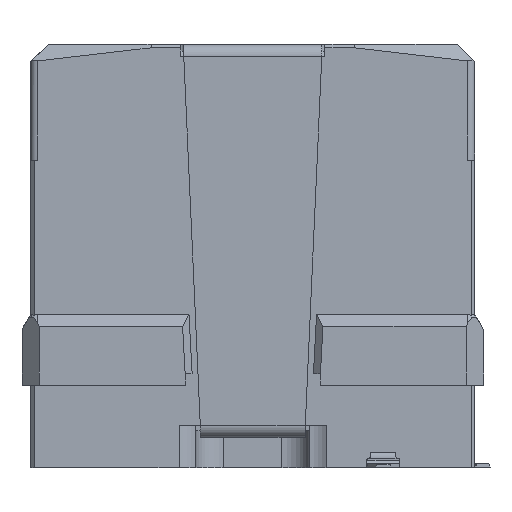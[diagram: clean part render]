
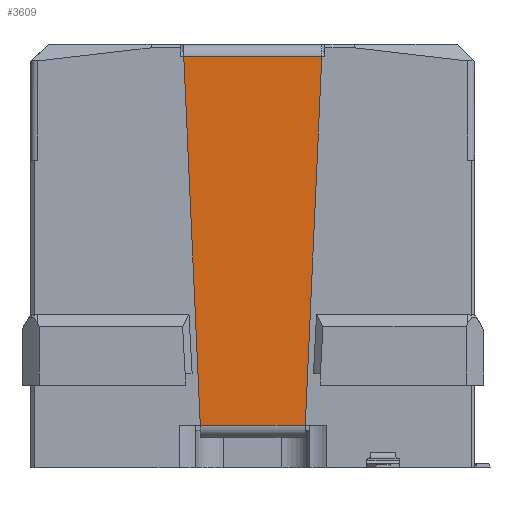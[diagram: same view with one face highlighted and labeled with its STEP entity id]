
A CAD part, left-side view. The second image highlights one B-rep face of the part: STEP entity #3609.
In plain terms, the highlighted planar face has unit normal (-1, 0, 0).
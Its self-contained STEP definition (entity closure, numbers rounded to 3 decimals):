
#485 = ORIENTED_EDGE ( 'NONE', *, *, #30461, .F. ) ;
#844 = CARTESIAN_POINT ( 'NONE',  ( -7.75, 5.403, 5.044 ) ) ;
#1006 = CARTESIAN_POINT ( 'NONE',  ( -7.75, 2.057, 5.044 ) ) ;
#3001 = VECTOR ( 'NONE', #18074, 1000. ) ;
#3088 = VECTOR ( 'NONE', #7933, 1000. ) ;
#3609 = ADVANCED_FACE ( 'NONE', ( #8115 ), #33549, .F. ) ;
#4201 = CARTESIAN_POINT ( 'NONE',  ( -7.75, 0.98, 1.21 ) ) ;
#4429 = LINE ( 'NONE', #27788, #23055 ) ;
#6194 = VERTEX_POINT ( 'NONE', #33811 ) ;
#6777 = ORIENTED_EDGE ( 'NONE', *, *, #23553, .T. ) ;
#7520 = CARTESIAN_POINT ( 'NONE',  ( -7.75, 5.231, 1.21 ) ) ;
#7714 = CARTESIAN_POINT ( 'NONE',  ( -7.75, 2.057, 5.044 ) ) ;
#7933 = DIRECTION ( 'NONE',  ( 0., 0.045, -0.999 ) ) ;
#8115 = FACE_OUTER_BOUND ( 'NONE', #28086, .T. ) ;
#10163 = DIRECTION ( 'NONE',  ( 0., 0.045, 0.999 ) ) ;
#10310 = EDGE_CURVE ( 'NONE', #23678, #29206, #17648, .T. ) ;
#10545 = CARTESIAN_POINT ( 'NONE',  ( -7.75, 1.928, 7.917 ) ) ;
#10578 = LINE ( 'NONE', #33576, #21106 ) ;
#11014 = CARTESIAN_POINT ( 'NONE',  ( -7.75, 5.53, 7.874 ) ) ;
#11237 = LINE ( 'NONE', #7714, #24129 ) ;
#12004 = LINE ( 'NONE', #4201, #35401 ) ;
#12961 = EDGE_CURVE ( 'NONE', #19293, #34955, #11237, .T. ) ;
#13164 = ORIENTED_EDGE ( 'NONE', *, *, #30713, .F. ) ;
#13845 = VERTEX_POINT ( 'NONE', #7520 ) ;
#14791 = VECTOR ( 'NONE', #36603, 1000. ) ;
#15232 = EDGE_CURVE ( 'NONE', #19293, #6194, #37785, .T. ) ;
#15773 = VECTOR ( 'NONE', #36985, 1000. ) ;
#16261 = ORIENTED_EDGE ( 'NONE', *, *, #38399, .F. ) ;
#16478 = ORIENTED_EDGE ( 'NONE', *, *, #12961, .F. ) ;
#17218 = ORIENTED_EDGE ( 'NONE', *, *, #15232, .T. ) ;
#17648 = LINE ( 'NONE', #21528, #14791 ) ;
#18074 = DIRECTION ( 'NONE',  ( 0., 0.045, 0.999 ) ) ;
#18234 = DIRECTION ( 'NONE',  ( 0., -0.045, -0.999 ) ) ;
#19293 = VERTEX_POINT ( 'NONE', #1006 ) ;
#20957 = ORIENTED_EDGE ( 'NONE', *, *, #23699, .F. ) ;
#21106 = VECTOR ( 'NONE', #18234, 1000. ) ;
#21528 = CARTESIAN_POINT ( 'NONE',  ( -7.75, 0.98, 11.76 ) ) ;
#22636 = LINE ( 'NONE', #25965, #3088 ) ;
#23055 = VECTOR ( 'NONE', #10163, 1000. ) ;
#23215 = DIRECTION ( 'NONE',  ( 0., 0.045, -0.999 ) ) ;
#23553 = EDGE_CURVE ( 'NONE', #24278, #31328, #10578, .T. ) ;
#23678 = VERTEX_POINT ( 'NONE', #33983 ) ;
#23699 = EDGE_CURVE ( 'NONE', #34955, #13845, #12004, .T. ) ;
#24129 = VECTOR ( 'NONE', #23215, 1000. ) ;
#24278 = VERTEX_POINT ( 'NONE', #11014 ) ;
#24617 = CARTESIAN_POINT ( 'NONE',  ( -7.75, 0.98, 7.874 ) ) ;
#25549 = DIRECTION ( 'NONE',  ( 0., 1., 0. ) ) ;
#25965 = CARTESIAN_POINT ( 'NONE',  ( -7.75, 1.756, 11.76 ) ) ;
#27788 = CARTESIAN_POINT ( 'NONE',  ( -7.75, 5.231, 1.21 ) ) ;
#27802 = DIRECTION ( 'NONE',  ( 0., 0., 1. ) ) ;
#27808 = CARTESIAN_POINT ( 'NONE',  ( -7.75, 5.53, 7.874 ) ) ;
#28074 = AXIS2_PLACEMENT_3D ( 'NONE', #24617, #33681, #27802 ) ;
#28086 = EDGE_LOOP ( 'NONE', ( #6777, #16261, #20957, #16478, #17218, #485, #38565, #13164 ) ) ;
#28641 = CARTESIAN_POINT ( 'NONE',  ( -7.75, 2.229, 1.21 ) ) ;
#29206 = VERTEX_POINT ( 'NONE', #36911 ) ;
#30461 = EDGE_CURVE ( 'NONE', #23678, #6194, #22636, .T. ) ;
#30713 = EDGE_CURVE ( 'NONE', #24278, #29206, #30720, .T. ) ;
#30720 = LINE ( 'NONE', #27808, #3001 ) ;
#31328 = VERTEX_POINT ( 'NONE', #844 ) ;
#33549 = PLANE ( 'NONE',  #28074 ) ;
#33576 = CARTESIAN_POINT ( 'NONE',  ( -7.75, 5.521, 7.67 ) ) ;
#33681 = DIRECTION ( 'NONE',  ( 1., 0., 0. ) ) ;
#33811 = CARTESIAN_POINT ( 'NONE',  ( -7.75, 1.93, 7.874 ) ) ;
#33983 = CARTESIAN_POINT ( 'NONE',  ( -7.75, 1.756, 11.76 ) ) ;
#34955 = VERTEX_POINT ( 'NONE', #28641 ) ;
#35401 = VECTOR ( 'NONE', #25549, 1000. ) ;
#36603 = DIRECTION ( 'NONE',  ( 0., 1., 0. ) ) ;
#36911 = CARTESIAN_POINT ( 'NONE',  ( -7.75, 5.704, 11.76 ) ) ;
#36985 = DIRECTION ( 'NONE',  ( 0., -0.045, 0.999 ) ) ;
#37785 = LINE ( 'NONE', #10545, #15773 ) ;
#38399 = EDGE_CURVE ( 'NONE', #13845, #31328, #4429, .T. ) ;
#38565 = ORIENTED_EDGE ( 'NONE', *, *, #10310, .T. ) ;
